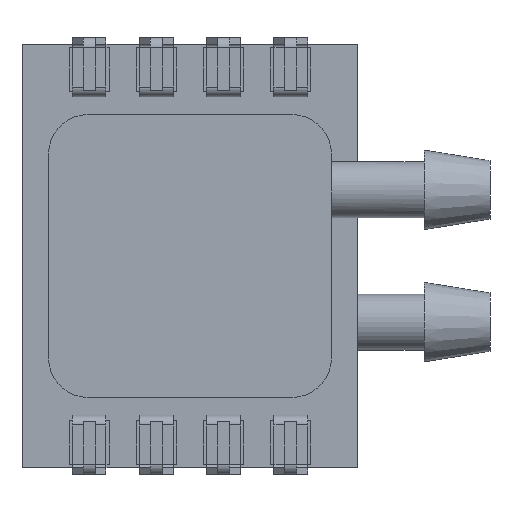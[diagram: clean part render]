
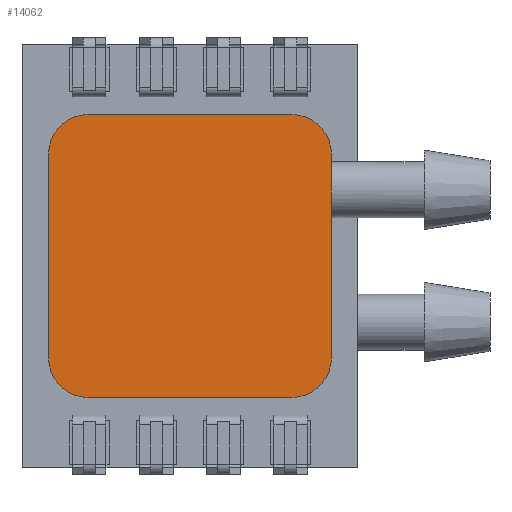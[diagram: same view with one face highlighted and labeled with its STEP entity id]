
A CAD part, front view. The second image highlights one B-rep face of the part: STEP entity #14062.
In plain terms, the highlighted planar face has unit normal (0, -1, 0).
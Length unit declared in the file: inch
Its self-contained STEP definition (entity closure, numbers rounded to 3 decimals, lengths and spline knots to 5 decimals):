
#3372 = CARTESIAN_POINT ( 'NONE',  ( -0.1515, -0.13578, 0.1515 ) ) ;
#3373 = PLANE ( 'NONE',  #8662 ) ;
#3381 = DIRECTION ( 'NONE',  ( 0., 0., 1. ) ) ;
#3397 = DIRECTION ( 'NONE',  ( 0., -1., 0. ) ) ;
#4720 = CARTESIAN_POINT ( 'NONE',  ( 0.2105, -0.13578, 0.1515 ) ) ;
#4736 = CARTESIAN_POINT ( 'NONE',  ( 0.2105, -0.13578, 0.11722 ) ) ;
#4737 = CARTESIAN_POINT ( 'NONE',  ( 0.2105, -0.13578, 0.07963 ) ) ;
#4759 = CARTESIAN_POINT ( 'NONE',  ( -0.2105, -0.13578, 0.1515 ) ) ;
#4771 = CARTESIAN_POINT ( 'NONE',  ( 0.1515, -0.13578, -0.2105 ) ) ;
#4772 = CARTESIAN_POINT ( 'NONE',  ( -0.1515, -0.13578, 0.2105 ) ) ;
#4795 = CARTESIAN_POINT ( 'NONE',  ( -0.2105, -0.13578, -0.1515 ) ) ;
#4802 = CARTESIAN_POINT ( 'NONE',  ( 0.2105, -0.13578, -0.1515 ) ) ;
#5106 = CIRCLE ( 'NONE', #8339, 0.059 ) ;
#5126 = CIRCLE ( 'NONE', #8328, 0.059 ) ;
#5131 = CIRCLE ( 'NONE', #8341, 0.059 ) ;
#5183 = VECTOR ( 'NONE', #13007, 39.37008 ) ;
#5194 = LINE ( 'NONE', #12969, #5183 ) ;
#5447 = VECTOR ( 'NONE', #13878, 39.37008 ) ;
#5484 = CIRCLE ( 'NONE', #8362, 0.059 ) ;
#5490 = LINE ( 'NONE', #13880, #5447 ) ;
#5514 = VECTOR ( 'NONE', #12822, 39.37008 ) ;
#5549 = LINE ( 'NONE', #12809, #5514 ) ;
#5555 = VECTOR ( 'NONE', #12843, 39.37008 ) ;
#5576 = LINE ( 'NONE', #12832, #5555 ) ;
#5722 = VERTEX_POINT ( 'NONE', #15577 ) ;
#5729 = VERTEX_POINT ( 'NONE', #15597 ) ;
#6538 = VECTOR ( 'NONE', #13539, 39.37008 ) ;
#6547 = LINE ( 'NONE', #13532, #6538 ) ;
#6679 = LINE ( 'NONE', #13727, #6680 ) ;
#6680 = VECTOR ( 'NONE', #13745, 39.37008 ) ;
#7621 = EDGE_CURVE ( 'NONE', #11963, #11968, #6547, .T. ) ;
#7688 = EDGE_CURVE ( 'NONE', #11957, #11937, #6679, .T. ) ;
#7769 = EDGE_CURVE ( 'NONE', #5722, #11957, #5484, .T. ) ;
#7773 = EDGE_CURVE ( 'NONE', #11997, #5729, #5490, .T. ) ;
#7802 = EDGE_CURVE ( 'NONE', #12003, #5722, #5549, .T. ) ;
#7821 = EDGE_CURVE ( 'NONE', #11999, #11998, #5576, .T. ) ;
#7840 = EDGE_CURVE ( 'NONE', #5729, #11999, #5126, .T. ) ;
#7853 = EDGE_CURVE ( 'NONE', #11968, #11997, #5106, .T. ) ;
#7861 = EDGE_CURVE ( 'NONE', #11998, #12003, #5131, .T. ) ;
#7886 = EDGE_CURVE ( 'NONE', #11937, #11963, #5194, .T. ) ;
#8328 = AXIS2_PLACEMENT_3D ( 'NONE', #12892, #12879, #12905 ) ;
#8339 = AXIS2_PLACEMENT_3D ( 'NONE', #12907, #12899, #12912 ) ;
#8341 = AXIS2_PLACEMENT_3D ( 'NONE', #12954, #12956, #12962 ) ;
#8362 = AXIS2_PLACEMENT_3D ( 'NONE', #13860, #13866, #13870 ) ;
#8662 = AXIS2_PLACEMENT_3D ( 'NONE', #3372, #3397, #3381 ) ;
#11147 = FACE_OUTER_BOUND ( 'NONE', #12063, .T. ) ;
#11937 = VERTEX_POINT ( 'NONE', #4736 ) ;
#11957 = VERTEX_POINT ( 'NONE', #4720 ) ;
#11963 = VERTEX_POINT ( 'NONE', #4737 ) ;
#11968 = VERTEX_POINT ( 'NONE', #4802 ) ;
#11997 = VERTEX_POINT ( 'NONE', #4771 ) ;
#11998 = VERTEX_POINT ( 'NONE', #4759 ) ;
#11999 = VERTEX_POINT ( 'NONE', #4795 ) ;
#12003 = VERTEX_POINT ( 'NONE', #4772 ) ;
#12063 = EDGE_LOOP ( 'NONE', ( #15070, #15061, #15049, #15064, #15047, #15086, #15050, #15161, #15083, #15062 ) ) ;
#12809 = CARTESIAN_POINT ( 'NONE',  ( -0.1515, -0.13578, 0.2105 ) ) ;
#12822 = DIRECTION ( 'NONE',  ( 1., 0., 0. ) ) ;
#12832 = CARTESIAN_POINT ( 'NONE',  ( -0.2105, -0.13578, -0.1515 ) ) ;
#12843 = DIRECTION ( 'NONE',  ( 0., 0., 1. ) ) ;
#12879 = DIRECTION ( 'NONE',  ( 0., 1., 0. ) ) ;
#12892 = CARTESIAN_POINT ( 'NONE',  ( -0.1515, -0.13578, -0.1515 ) ) ;
#12899 = DIRECTION ( 'NONE',  ( 0., 1., 0. ) ) ;
#12905 = DIRECTION ( 'NONE',  ( 0., 0., 1. ) ) ;
#12907 = CARTESIAN_POINT ( 'NONE',  ( 0.1515, -0.13578, -0.1515 ) ) ;
#12912 = DIRECTION ( 'NONE',  ( 0., 0., -1. ) ) ;
#12954 = CARTESIAN_POINT ( 'NONE',  ( -0.1515, -0.13578, 0.1515 ) ) ;
#12956 = DIRECTION ( 'NONE',  ( 0., 1., 0. ) ) ;
#12962 = DIRECTION ( 'NONE',  ( 0., 0., 1. ) ) ;
#12969 = CARTESIAN_POINT ( 'NONE',  ( 0.2105, -0.13578, -0.1515 ) ) ;
#13007 = DIRECTION ( 'NONE',  ( 0., 0., -1. ) ) ;
#13532 = CARTESIAN_POINT ( 'NONE',  ( 0.2105, -0.13578, -0.1515 ) ) ;
#13539 = DIRECTION ( 'NONE',  ( 0., 0., -1. ) ) ;
#13727 = CARTESIAN_POINT ( 'NONE',  ( 0.2105, -0.13578, -0.1515 ) ) ;
#13745 = DIRECTION ( 'NONE',  ( 0., 0., -1. ) ) ;
#13860 = CARTESIAN_POINT ( 'NONE',  ( 0.1515, -0.13578, 0.1515 ) ) ;
#13866 = DIRECTION ( 'NONE',  ( 0., 1., 0. ) ) ;
#13870 = DIRECTION ( 'NONE',  ( 0., 0., 1. ) ) ;
#13878 = DIRECTION ( 'NONE',  ( -1., 0., 0. ) ) ;
#13880 = CARTESIAN_POINT ( 'NONE',  ( -0.1515, -0.13578, -0.2105 ) ) ;
#14062 = ADVANCED_FACE ( 'NONE', ( #11147 ), #3373, .T. ) ;
#15047 = ORIENTED_EDGE ( 'NONE', *, *, #7853, .F. ) ;
#15049 = ORIENTED_EDGE ( 'NONE', *, *, #7840, .F. ) ;
#15050 = ORIENTED_EDGE ( 'NONE', *, *, #7886, .F. ) ;
#15061 = ORIENTED_EDGE ( 'NONE', *, *, #7821, .F. ) ;
#15062 = ORIENTED_EDGE ( 'NONE', *, *, #7802, .F. ) ;
#15064 = ORIENTED_EDGE ( 'NONE', *, *, #7773, .F. ) ;
#15070 = ORIENTED_EDGE ( 'NONE', *, *, #7861, .F. ) ;
#15083 = ORIENTED_EDGE ( 'NONE', *, *, #7769, .F. ) ;
#15086 = ORIENTED_EDGE ( 'NONE', *, *, #7621, .F. ) ;
#15161 = ORIENTED_EDGE ( 'NONE', *, *, #7688, .F. ) ;
#15577 = CARTESIAN_POINT ( 'NONE',  ( 0.1515, -0.13578, 0.2105 ) ) ;
#15597 = CARTESIAN_POINT ( 'NONE',  ( -0.1515, -0.13578, -0.2105 ) ) ;
